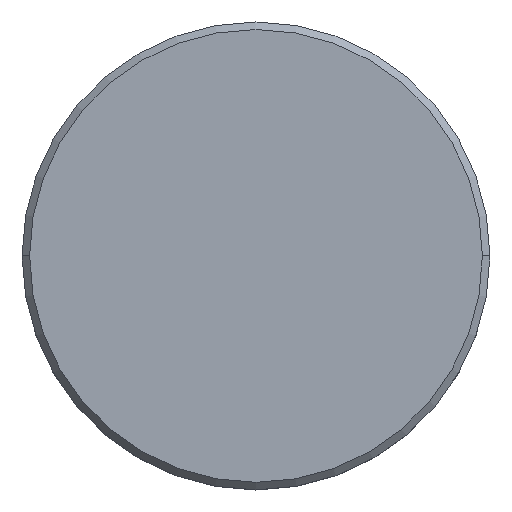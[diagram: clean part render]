
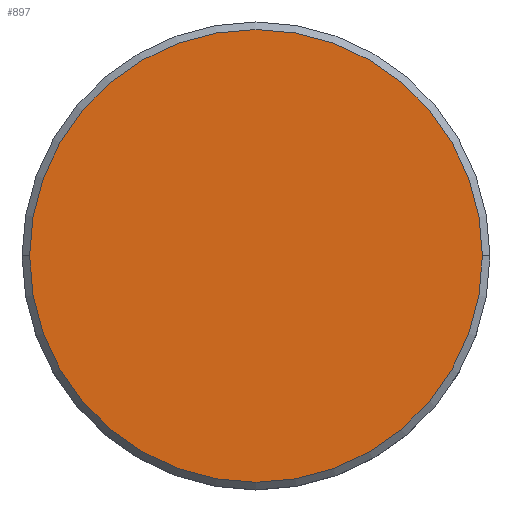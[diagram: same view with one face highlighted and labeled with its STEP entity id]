
A CAD part, top view. The second image highlights one B-rep face of the part: STEP entity #897.
In plain terms, the highlighted planar face has unit normal (0, 0, 1).
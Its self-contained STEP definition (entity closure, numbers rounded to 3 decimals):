
#20 = AXIS2_PLACEMENT_3D ( 'NONE', #506, #315, #681 ) ;
#34 = DIRECTION ( 'NONE',  ( 1., 0., 0. ) ) ;
#67 = CARTESIAN_POINT ( 'NONE',  ( 0., 0., 0. ) ) ;
#151 = CIRCLE ( 'NONE', #20, 15. ) ;
#174 = CARTESIAN_POINT ( 'NONE',  ( 15., 0., 0. ) ) ;
#218 = VERTEX_POINT ( 'NONE', #844 ) ;
#220 = AXIS2_PLACEMENT_3D ( 'NONE', #982, #590, #34 ) ;
#315 = DIRECTION ( 'NONE',  ( 0., 0., 1. ) ) ;
#316 = EDGE_LOOP ( 'NONE', ( #544, #981 ) ) ;
#372 = PLANE ( 'NONE',  #220 ) ;
#387 = EDGE_CURVE ( 'NONE', #1167, #218, #151, .T. ) ;
#389 = FACE_OUTER_BOUND ( 'NONE', #316, .T. ) ;
#506 = CARTESIAN_POINT ( 'NONE',  ( 0., 0., 0. ) ) ;
#544 = ORIENTED_EDGE ( 'NONE', *, *, #834, .T. ) ;
#590 = DIRECTION ( 'NONE',  ( 0., 0., 1. ) ) ;
#681 = DIRECTION ( 'NONE',  ( 1., 0., 0. ) ) ;
#713 = DIRECTION ( 'NONE',  ( 1., 0., 0. ) ) ;
#834 = EDGE_CURVE ( 'NONE', #218, #1167, #907, .T. ) ;
#844 = CARTESIAN_POINT ( 'NONE',  ( -15., 0., 0. ) ) ;
#897 = ADVANCED_FACE ( 'NONE', ( #389 ), #372, .T. ) ;
#907 = CIRCLE ( 'NONE', #1136, 15. ) ;
#981 = ORIENTED_EDGE ( 'NONE', *, *, #387, .T. ) ;
#982 = CARTESIAN_POINT ( 'NONE',  ( 0., 0., 0. ) ) ;
#1136 = AXIS2_PLACEMENT_3D ( 'NONE', #67, #1166, #713 ) ;
#1166 = DIRECTION ( 'NONE',  ( 0., 0., 1. ) ) ;
#1167 = VERTEX_POINT ( 'NONE', #174 ) ;
